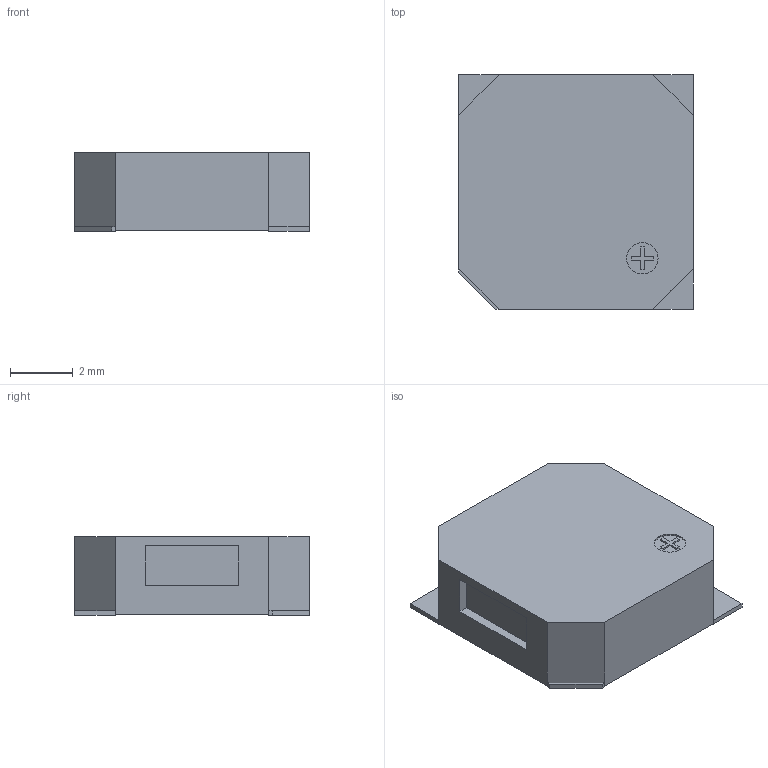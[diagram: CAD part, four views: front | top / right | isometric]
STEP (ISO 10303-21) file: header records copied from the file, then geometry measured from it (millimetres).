
FILE_DESCRIPTION(('STEP AP214'), '1');
FILE_NAME('ST-025BL', '', ('UNSPECIFIED'), ('UNSPECIFIED'), 'ASCON STEP Converter 1.6', 'ASCON Math Kernel', '');
FILE_SCHEMA(('AUTOMOTIVE_DESIGN { 1 0 10303 214 3 1 1}'));
Length unit declared in the file: millimetre
Products named in the file (2): ST-025BL
Assembly tree (1 placements, depth 2):
  (unnamed)
    ST-025BL
Bounding box: 7.5 x 7.5 x 2.52 mm (x, y, z)
Volume: 131.9 mm3; surface area: 191.1 mm2
Topology: 5 solids, 5 shells, 55 faces, 126 edges, 84 vertices
Faces by surface type: plane 54, cylinder 1
Full cylindrical faces by diameter (mm): 1 x1
Entity records: 2075 total; most frequent: CARTESIAN_POINT 266, ORIENTED_EDGE 250, DIRECTION 241, EDGE_CURVE 125, LINE 123, VECTOR 123, VERTEX_POINT 84, COLOUR_RGB 60
